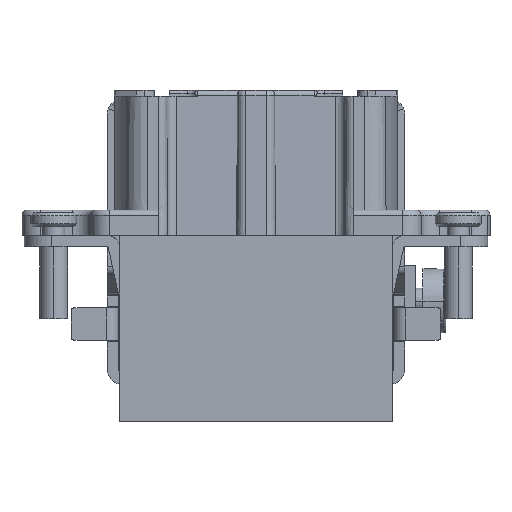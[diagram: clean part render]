
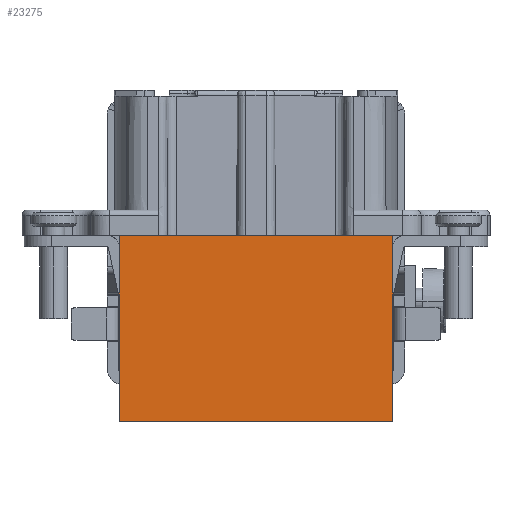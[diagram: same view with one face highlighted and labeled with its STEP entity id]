
A CAD part, left-side view. The second image highlights one B-rep face of the part: STEP entity #23275.
In plain terms, the highlighted planar face has unit normal (-1, 0, 0).
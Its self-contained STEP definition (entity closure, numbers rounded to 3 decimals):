
#365=DIRECTION('',(0.,-1.,0.));
#366=VECTOR('',#365,29.7);
#367=CARTESIAN_POINT('',(-16.95,14.85,-20.2));
#368=LINE('',#367,#366);
#2721=DIRECTION('',(0.,1.,0.));
#2722=VECTOR('',#2721,29.7);
#2723=CARTESIAN_POINT('',(-16.95,-14.85,0.));
#2724=LINE('',#2723,#2722);
#4489=DIRECTION('',(0.,0.,1.));
#4490=VECTOR('',#4489,20.2);
#4491=CARTESIAN_POINT('',(-16.95,14.85,-20.2));
#4492=LINE('',#4491,#4490);
#4517=DIRECTION('',(0.,0.,1.));
#4518=VECTOR('',#4517,20.2);
#4519=CARTESIAN_POINT('',(-16.95,-14.85,-20.2));
#4520=LINE('',#4519,#4518);
#13903=CARTESIAN_POINT('',(-16.95,-14.85,0.));
#13904=VERTEX_POINT('',#13903);
#13905=CARTESIAN_POINT('',(-16.95,14.85,0.));
#13906=VERTEX_POINT('',#13905);
#16875=CARTESIAN_POINT('',(-16.95,-14.85,-20.2));
#16877=VERTEX_POINT('',#16875);
#16880=CARTESIAN_POINT('',(-16.95,14.85,-20.2));
#16882=VERTEX_POINT('',#16880);
#23263=CARTESIAN_POINT('',(-16.95,10.51,0.));
#23264=DIRECTION('',(1.,0.,0.));
#23265=DIRECTION('',(0.,1.,0.));
#23266=AXIS2_PLACEMENT_3D('',#23263,#23264,#23265);
#23267=PLANE('',#23266);
#23268=ORIENTED_EDGE('',*,*,#20915,.F.);
#23270=ORIENTED_EDGE('',*,*,#23269,.F.);
#23271=ORIENTED_EDGE('',*,*,#18116,.F.);
#23272=ORIENTED_EDGE('',*,*,#23194,.T.);
#23273=EDGE_LOOP('',(#23268,#23270,#23271,#23272));
#23274=FACE_OUTER_BOUND('',#23273,.F.);
#23275=ADVANCED_FACE('',(#23274),#23267,.F.);
#18116=EDGE_CURVE('',#16882,#16877,#368,.T.);
#20915=EDGE_CURVE('',#13904,#13906,#2724,.T.);
#23194=EDGE_CURVE('',#16882,#13906,#4492,.T.);
#23269=EDGE_CURVE('',#16877,#13904,#4520,.T.);
